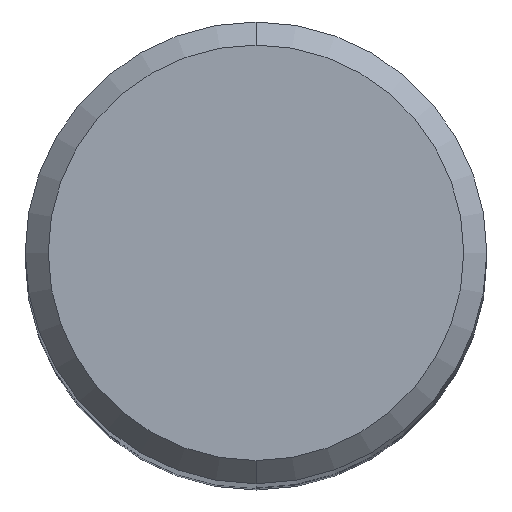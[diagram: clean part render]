
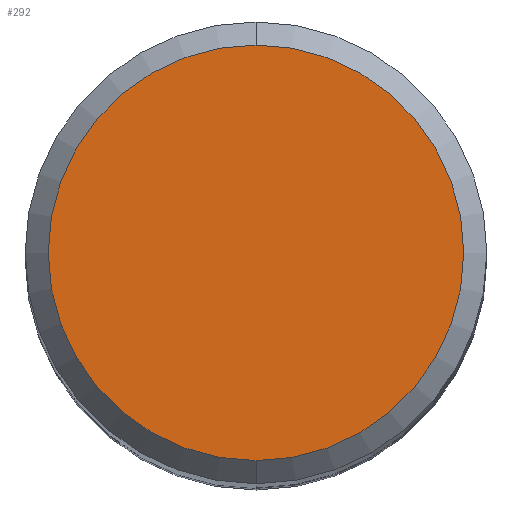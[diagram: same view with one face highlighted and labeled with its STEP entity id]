
A CAD part, top view. The second image highlights one B-rep face of the part: STEP entity #292.
In plain terms, the highlighted planar face has unit normal (0, 0, 1).
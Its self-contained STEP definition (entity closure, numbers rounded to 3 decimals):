
#208=EDGE_CURVE('',#354,#434,#507,.T.);
#292=ADVANCED_FACE('',(#594),#595,.T.);
#346=EDGE_CURVE('',#434,#354,#655,.T.);
#354=VERTEX_POINT('',#664);
#434=VERTEX_POINT('',#752);
#507=CIRCLE('',#873,4.5);
#594=FACE_OUTER_BOUND('',#1023,.T.);
#595=PLANE('',#1024);
#655=CIRCLE('',#1145,4.5);
#664=CARTESIAN_POINT('',(0.,-4.5,0.0));
#752=CARTESIAN_POINT('',(0.0,4.5,0.0));
#873=AXIS2_PLACEMENT_3D('',#1483,#1484,#1485);
#1023=EDGE_LOOP('',(#1541,#1542));
#1024=AXIS2_PLACEMENT_3D('',#1543,#1544,#1545);
#1145=AXIS2_PLACEMENT_3D('',#1612,#1613,#1614);
#1483=CARTESIAN_POINT('',(0.0,0.0,0.0));
#1484=DIRECTION('',(0.0,0.0,-1.0));
#1485=DIRECTION('',(0.0,1.0,0.0));
#1541=ORIENTED_EDGE('',*,*,#346,.F.);
#1542=ORIENTED_EDGE('',*,*,#208,.F.);
#1543=CARTESIAN_POINT('',(0.0,2.25,0.0));
#1544=DIRECTION('',(-0.0,0.0,1.0));
#1545=DIRECTION('',(0.0,-1.0,0.0));
#1612=CARTESIAN_POINT('',(0.0,0.0,0.0));
#1613=DIRECTION('',(0.0,0.0,-1.0));
#1614=DIRECTION('',(0.0,1.0,0.0));
